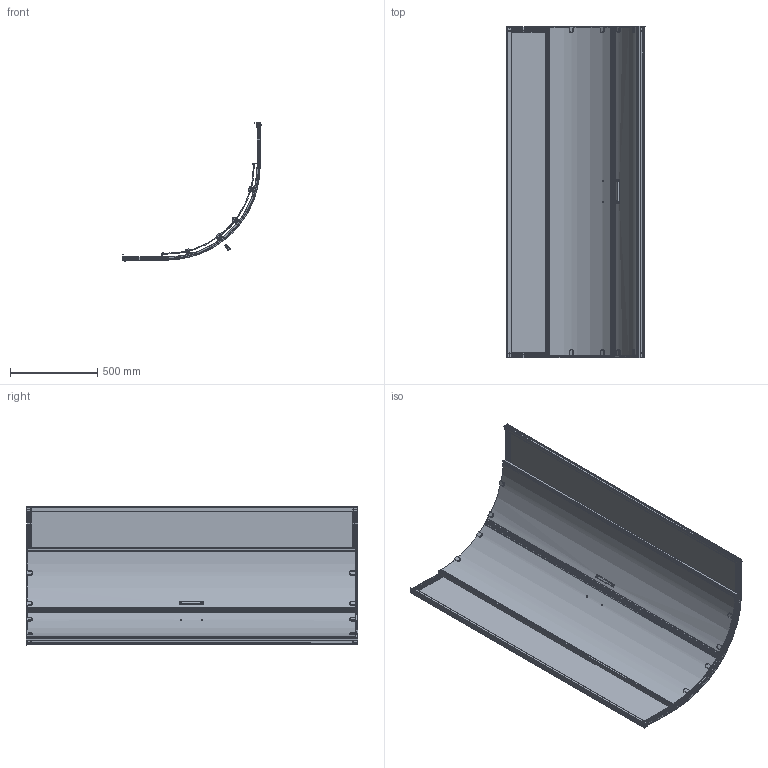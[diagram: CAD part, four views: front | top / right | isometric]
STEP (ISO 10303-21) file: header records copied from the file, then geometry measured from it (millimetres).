
FILE_DESCRIPTION((''),'2;1');
FILE_NAME('EC2-C342-800X800X1900_ASM','2023-10-17T18:58:09',('Administrator'),(''),'CREO PARAMETRIC BY PTC INC, 2016390','CREO PARAMETRIC BY PTC INC, 2016390','');
FILE_SCHEMA(('CONFIG_CONTROL_DESIGN'));
Length unit declared in the file: millimetre
Products named in the file (25): EC2-001-1900Q; EC2-002-900Q0; QQWWW; _351Q0001; EC2-900Q0001_ASM; _EC2-201LAQ0001; EC2-201RAQ; EC2-202LBQ; EC2-202RBQ; _351X1856X5Q00; _1880Q0; 1AQ00; 1AQ000; PRT00071AQ; PRT00081AQ; PRT0006AQ; PRT0003AQ; AQ00; PRT0004AQ; EC2-1900Q00_ASM; 120-1-AAQ00; 120--AAQ00; 120-1-EC2Q000_ASM; EC2-C342-800X800X1900_ASM
Assembly tree (37 placements, depth 3):
  EC2-C342-800X800X1900_ASM
    EC2-001-1900Q  x2
    EC2-900Q0001_ASM  x2
      EC2-002-900Q0
      QQWWW
      _351Q0001
    _EC2-201LAQ0001  x2
    EC2-201RAQ  x2
    EC2-202LBQ
    EC2-202RBQ
    _351X1856X5Q00  x2
    EC2-1900Q00_ASM
      _1880Q0
      1AQ00  x4
      1AQ000  x2
      PRT00071AQ
      PRT00081AQ
      PRT0006AQ
      PRT0003AQ
      AQ00
      PRT0004AQ
    120-1-EC2Q000_ASM  x2
      120-1-AAQ00
      120-1-AAQ00
      120--AAQ00
Bounding box: 790.96 x 1901.26 x 791.06 mm (x, y, z)
Volume: 13436078.6 mm3; surface area: 7426361.3 mm2
Topology: 48 solids, 50 shells, 2953 faces, 7759 edges, 5006 vertices
Faces by surface type: plane 1464, cylinder 1133, torus 164, bspline 86, sphere 42, cone 32, extrusion 22, revolution 10
Entity records: 51597 total; most frequent: CARTESIAN_POINT 13457, DIRECTION 8028, ORIENTED_EDGE 7810, EDGE_CURVE 3905, AXIS2_PLACEMENT_3D 2811, VERTEX_POINT 2527, VECTOR 2398, LINE 2383
